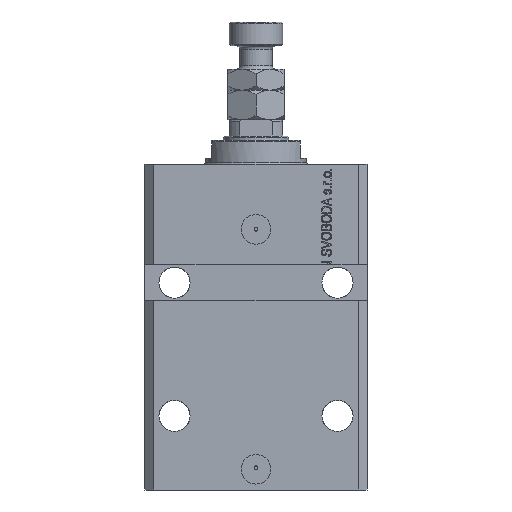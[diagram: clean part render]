
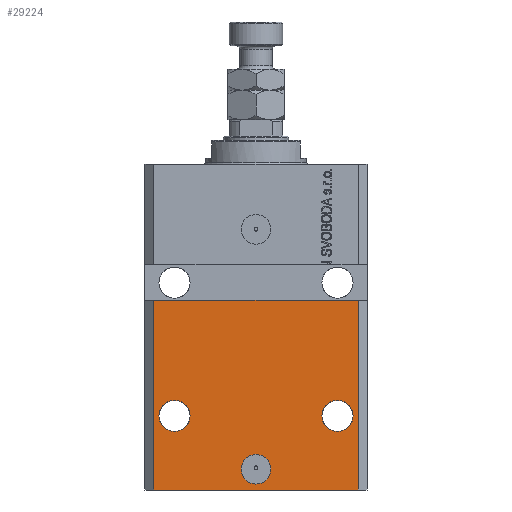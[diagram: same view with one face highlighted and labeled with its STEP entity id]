
A CAD part, front view. The second image highlights one B-rep face of the part: STEP entity #29224.
In plain terms, the highlighted planar face has unit normal (0, -1, 0).
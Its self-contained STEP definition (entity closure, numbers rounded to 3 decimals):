
#697 = AXIS2_PLACEMENT_3D ( 'NONE', #22460, #10665, #45237 ) ;
#863 = DIRECTION ( 'NONE',  ( 0., -1., 0. ) ) ;
#1058 = FACE_BOUND ( 'NONE', #37087, .T. ) ;
#1102 = DIRECTION ( 'NONE',  ( 1., 0., 0. ) ) ;
#1597 = LINE ( 'NONE', #13627, #36232 ) ;
#2003 = EDGE_LOOP ( 'NONE', ( #26000, #40197 ) ) ;
#3068 = AXIS2_PLACEMENT_3D ( 'NONE', #16112, #31385, #27624 ) ;
#3642 = VERTEX_POINT ( 'NONE', #22752 ) ;
#5340 = CARTESIAN_POINT ( 'NONE',  ( 5., -27.5, -103. ) ) ;
#6728 = ORIENTED_EDGE ( 'NONE', *, *, #22532, .F. ) ;
#7246 = DIRECTION ( 'NONE',  ( 0., -1., 0. ) ) ;
#9150 = EDGE_CURVE ( 'NONE', #39117, #24289, #39637, .T. ) ;
#9217 = EDGE_CURVE ( 'NONE', #17328, #46079, #47861, .T. ) ;
#9707 = DIRECTION ( 'NONE',  ( -1., 0., 0. ) ) ;
#10436 = CARTESIAN_POINT ( 'NONE',  ( 32.75, -27.5, -85. ) ) ;
#10665 = DIRECTION ( 'NONE',  ( 0., -1., 0. ) ) ;
#11264 = AXIS2_PLACEMENT_3D ( 'NONE', #20129, #20358, #16595 ) ;
#12339 = CARTESIAN_POINT ( 'NONE',  ( -34.5, -27.5, -110. ) ) ;
#12593 = FACE_OUTER_BOUND ( 'NONE', #42538, .T. ) ;
#12803 = DIRECTION ( 'NONE',  ( 0., 0., 1. ) ) ;
#13393 = EDGE_CURVE ( 'NONE', #19406, #49502, #47246, .T. ) ;
#13627 = CARTESIAN_POINT ( 'NONE',  ( -37.5, -27.5, -46. ) ) ;
#13762 = EDGE_CURVE ( 'NONE', #19469, #28006, #38482, .T. ) ;
#15888 = ORIENTED_EDGE ( 'NONE', *, *, #13762, .F. ) ;
#16112 = CARTESIAN_POINT ( 'NONE',  ( 0., -27.5, -103. ) ) ;
#16595 = DIRECTION ( 'NONE',  ( -1., 0., 0. ) ) ;
#16602 = ORIENTED_EDGE ( 'NONE', *, *, #38743, .F. ) ;
#17072 = CARTESIAN_POINT ( 'NONE',  ( 34.5, -27.5, -110. ) ) ;
#17328 = VERTEX_POINT ( 'NONE', #5340 ) ;
#17782 = DIRECTION ( 'NONE',  ( 1., 0., 0. ) ) ;
#18083 = AXIS2_PLACEMENT_3D ( 'NONE', #31675, #863, #1102 ) ;
#19406 = VERTEX_POINT ( 'NONE', #10436 ) ;
#19469 = VERTEX_POINT ( 'NONE', #30952 ) ;
#20129 = CARTESIAN_POINT ( 'NONE',  ( -27.5, -27.5, -85. ) ) ;
#20358 = DIRECTION ( 'NONE',  ( 0., -1., 0. ) ) ;
#20445 = AXIS2_PLACEMENT_3D ( 'NONE', #43169, #24143, #35644 ) ;
#20904 = CARTESIAN_POINT ( 'NONE',  ( -34.5, -27.5, -110. ) ) ;
#21587 = EDGE_CURVE ( 'NONE', #28006, #19469, #46562, .T. ) ;
#22460 = CARTESIAN_POINT ( 'NONE',  ( 0., -27.5, -103. ) ) ;
#22483 = ORIENTED_EDGE ( 'NONE', *, *, #33954, .T. ) ;
#22532 = EDGE_CURVE ( 'NONE', #24289, #23227, #1597, .T. ) ;
#22752 = CARTESIAN_POINT ( 'NONE',  ( 34.5, -27.5, -110. ) ) ;
#22985 = ORIENTED_EDGE ( 'NONE', *, *, #21587, .F. ) ;
#23227 = VERTEX_POINT ( 'NONE', #31998 ) ;
#24143 = DIRECTION ( 'NONE',  ( 0., -1., 0. ) ) ;
#24289 = VERTEX_POINT ( 'NONE', #30237 ) ;
#24970 = LINE ( 'NONE', #28224, #32451 ) ;
#25531 = CARTESIAN_POINT ( 'NONE',  ( 22.25, -27.5, -85. ) ) ;
#26000 = ORIENTED_EDGE ( 'NONE', *, *, #13393, .F. ) ;
#26918 = ORIENTED_EDGE ( 'NONE', *, *, #9217, .F. ) ;
#27624 = DIRECTION ( 'NONE',  ( 1., 0., 0. ) ) ;
#27884 = PLANE ( 'NONE',  #20445 ) ;
#28006 = VERTEX_POINT ( 'NONE', #45010 ) ;
#28224 = CARTESIAN_POINT ( 'NONE',  ( -34.5, -27.5, -110. ) ) ;
#29224 = ADVANCED_FACE ( 'NONE', ( #40147, #36395, #1058, #12593 ), #27884, .T. ) ;
#29456 = VECTOR ( 'NONE', #31149, 1000. ) ;
#30237 = CARTESIAN_POINT ( 'NONE',  ( -34.5, -27.5, -46. ) ) ;
#30952 = CARTESIAN_POINT ( 'NONE',  ( -22.25, -27.5, -85. ) ) ;
#31149 = DIRECTION ( 'NONE',  ( 0., 0., 1. ) ) ;
#31385 = DIRECTION ( 'NONE',  ( 0., -1., 0. ) ) ;
#31675 = CARTESIAN_POINT ( 'NONE',  ( 27.5, -27.5, -85. ) ) ;
#31693 = CIRCLE ( 'NONE', #18083, 5.25 ) ;
#31998 = CARTESIAN_POINT ( 'NONE',  ( 34.5, -27.5, -46. ) ) ;
#32073 = AXIS2_PLACEMENT_3D ( 'NONE', #41584, #7246, #17782 ) ;
#32451 = VECTOR ( 'NONE', #32473, 1000. ) ;
#32473 = DIRECTION ( 'NONE',  ( 1., 0., 0. ) ) ;
#32872 = EDGE_LOOP ( 'NONE', ( #26918, #16602 ) ) ;
#33832 = CARTESIAN_POINT ( 'NONE',  ( -5., -27.5, -103. ) ) ;
#33954 = EDGE_CURVE ( 'NONE', #3642, #23227, #35610, .T. ) ;
#35610 = LINE ( 'NONE', #17072, #48461 ) ;
#35644 = DIRECTION ( 'NONE',  ( 0., 0., -1. ) ) ;
#36232 = VECTOR ( 'NONE', #44437, 1000. ) ;
#36395 = FACE_BOUND ( 'NONE', #2003, .T. ) ;
#36989 = AXIS2_PLACEMENT_3D ( 'NONE', #47522, #44043, #9707 ) ;
#37087 = EDGE_LOOP ( 'NONE', ( #15888, #22985 ) ) ;
#38482 = CIRCLE ( 'NONE', #11264, 5.25 ) ;
#38743 = EDGE_CURVE ( 'NONE', #46079, #17328, #42307, .T. ) ;
#39117 = VERTEX_POINT ( 'NONE', #20904 ) ;
#39637 = LINE ( 'NONE', #12339, #29456 ) ;
#40110 = ORIENTED_EDGE ( 'NONE', *, *, #9150, .F. ) ;
#40147 = FACE_BOUND ( 'NONE', #32872, .T. ) ;
#40197 = ORIENTED_EDGE ( 'NONE', *, *, #42046, .F. ) ;
#40897 = EDGE_CURVE ( 'NONE', #39117, #3642, #24970, .T. ) ;
#41584 = CARTESIAN_POINT ( 'NONE',  ( 27.5, -27.5, -85. ) ) ;
#41904 = ORIENTED_EDGE ( 'NONE', *, *, #40897, .T. ) ;
#42046 = EDGE_CURVE ( 'NONE', #49502, #19406, #31693, .T. ) ;
#42307 = CIRCLE ( 'NONE', #697, 5. ) ;
#42538 = EDGE_LOOP ( 'NONE', ( #6728, #40110, #41904, #22483 ) ) ;
#43169 = CARTESIAN_POINT ( 'NONE',  ( -34.5, -27.5, -110. ) ) ;
#44043 = DIRECTION ( 'NONE',  ( 0., -1., 0. ) ) ;
#44437 = DIRECTION ( 'NONE',  ( 1., 0., 0. ) ) ;
#45010 = CARTESIAN_POINT ( 'NONE',  ( -32.75, -27.5, -85. ) ) ;
#45237 = DIRECTION ( 'NONE',  ( 1., 0., 0. ) ) ;
#46079 = VERTEX_POINT ( 'NONE', #33832 ) ;
#46562 = CIRCLE ( 'NONE', #36989, 5.25 ) ;
#47246 = CIRCLE ( 'NONE', #32073, 5.25 ) ;
#47522 = CARTESIAN_POINT ( 'NONE',  ( -27.5, -27.5, -85. ) ) ;
#47861 = CIRCLE ( 'NONE', #3068, 5. ) ;
#48461 = VECTOR ( 'NONE', #12803, 1000. ) ;
#49502 = VERTEX_POINT ( 'NONE', #25531 ) ;
